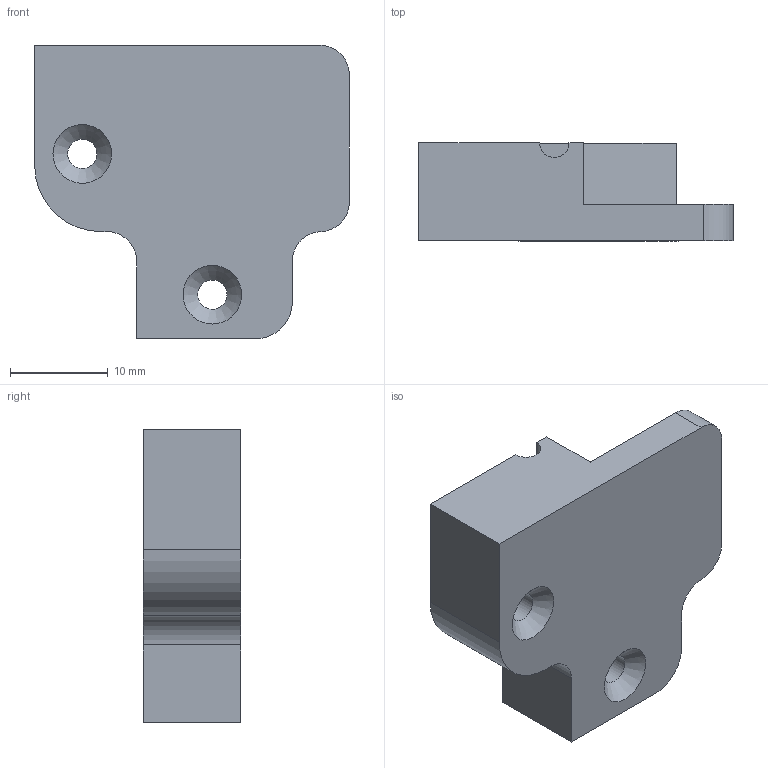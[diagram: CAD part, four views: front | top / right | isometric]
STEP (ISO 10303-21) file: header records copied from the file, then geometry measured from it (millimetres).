
FILE_DESCRIPTION(/* description */ (''),/* implementation_level */ '2;1');
FILE_NAME(/* name */ '2.6 Hindfoot Covering.stp',/* time_stamp */ '2023-04-15T22:09:00+06:00',/* author */ ('shailesh suthar'),/* organization */ (''),/* preprocessor_version */ 'ST-DEVELOPER v18.1',/* originating_system */ 'Autodesk Inventor 2022',/* authorisation */ '');
FILE_SCHEMA (('AUTOMOTIVE_DESIGN { 1 0 10303 214 3 1 1 }'));
Length unit declared in the file: millimetre
Products named in the file (1): 2.6 Hindfoot Covering
Bounding box: 32.17 x 10 x 30 mm (x, y, z)
Volume: 5297.4 mm3; surface area: 2881.1 mm2
Topology: 1 solids, 1 shells, 33 faces, 90 edges, 60 vertices
Faces by surface type: plane 18, cylinder 13, cone 2
Full cylindrical faces by diameter (mm): 3 x2, 6 x1
Entity records: 1105 total; most frequent: DIRECTION 188, CARTESIAN_POINT 184, ORIENTED_EDGE 180, EDGE_CURVE 90, AXIS2_PLACEMENT_3D 64, LINE 60, VECTOR 60, VERTEX_POINT 60
